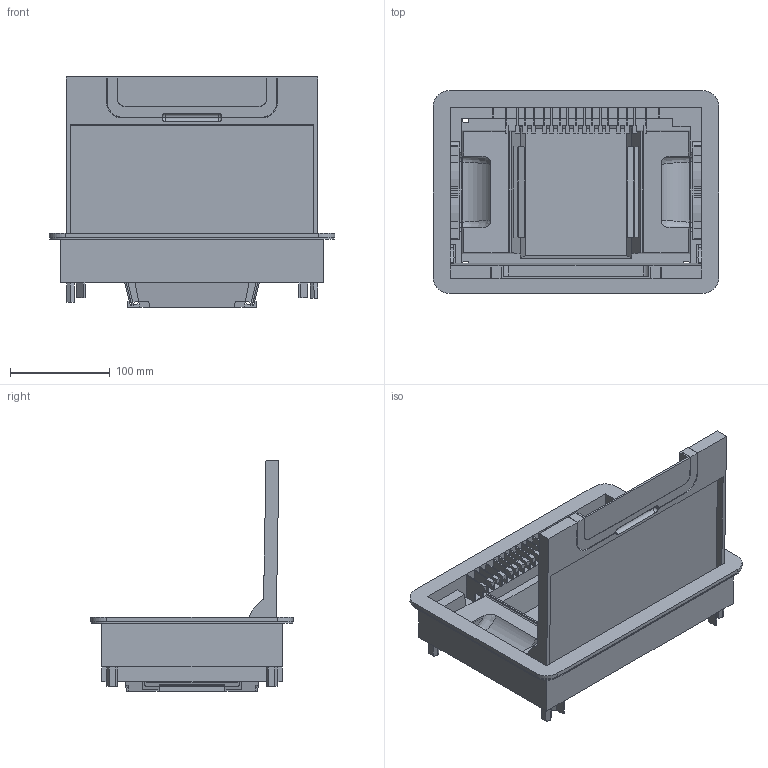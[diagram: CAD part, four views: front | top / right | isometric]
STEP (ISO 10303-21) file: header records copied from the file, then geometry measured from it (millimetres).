
FILE_DESCRIPTION(('CATIA V5 STEP Exchange','CAx-IF Rec.Pracs.--- Composite Materials ---3.4---2017-06-13'),'2;1');
FILE_NAME('LG-080712-S-ouvert.stp','2025-04-30T15:04:51+00:00',('none'),('none'),'CATIA Version 5-6 Release 2020','CATIA V5 STEP AP203 v1','none');
FILE_SCHEMA(('CONFIG_CONTROL_DESIGN'));
Length unit declared in the file: millimetre
Products named in the file (4): A029366AA; A027503_A; A008371_A-AS1; SuppVert-T1
Assembly tree (7 placements, depth 3):
  A029366AA
    A027503_A
      #65
    A008371_A-AS1
      #6077
      #21612
    SuppVert-T1
      #24442
Bounding box: 285.97 x 202.97 x 230.7 mm (x, y, z)
Volume: 890672 mm3; surface area: 548632.9 mm2
Topology: 4 solids, 4 shells, 913 faces, 2739 edges, 1808 vertices
Faces by surface type: plane 738, cylinder 129, extrusion 30, revolution 12, bspline 4
Entity records: 30889 total; most frequent: CARTESIAN_POINT 7749, ORIENTED_EDGE 5478, DIRECTION 3624, EDGE_CURVE 2739, VECTOR 2371, LINE 2341, VERTEX_POINT 1808, EDGE_LOOP 997
